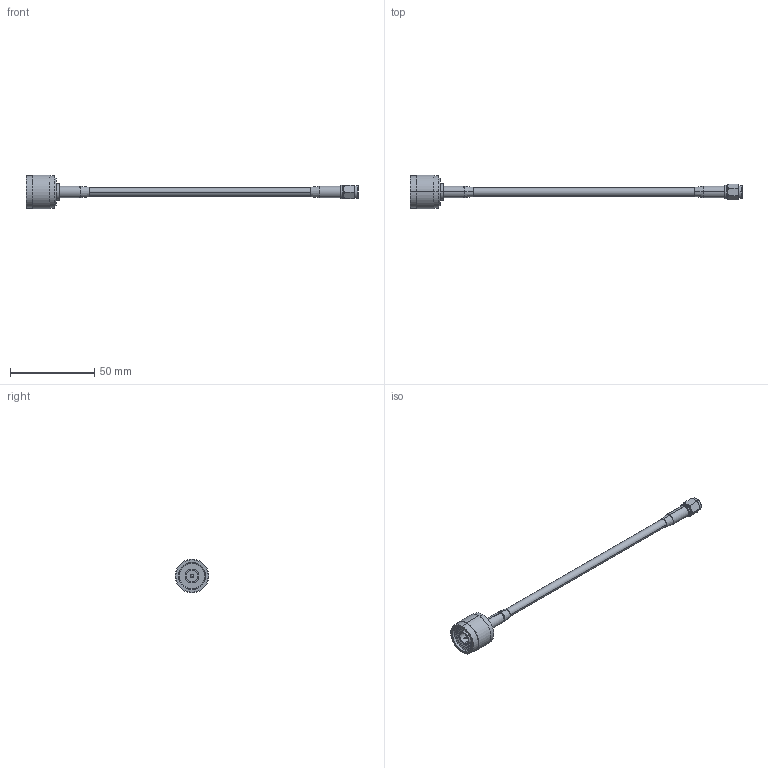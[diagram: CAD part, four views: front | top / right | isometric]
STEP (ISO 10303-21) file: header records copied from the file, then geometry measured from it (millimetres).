
FILE_DESCRIPTION (( 'STEP AP214' ), '1' );
FILE_NAME ('FMC0102143LF_3D.STEP', '2022-02-28T17:33:41', ( '' ), ( '' ), 'SwSTEP 2.0', 'SolidWorks 2021', '' );
FILE_SCHEMA (( 'AUTOMOTIVE_DESIGN' ));
Length unit declared in the file: inch
Products named in the file (12): BAC03-G-MA2; FMC0102143LF_3D; BAC03-G; BAC536-MA1; BAC536-MA2; BAC536; BAC03-G-MA1; SP13849-MA1; RG142B-PROD_6" LENGTH; BAC536-MA3
Assembly tree (12 placements, depth 3):
  FMC0102143LF_3D
    RG142B-PROD_6" LENGTH
    BAC03-G
      BAC03-G
      BAC03-G-MA1
      BAC03-G-MA2
    BAC536
      BAC536
      BAC536-MA1
      BAC536-MA2
      BAC536-MA3
    SP13849-MA1  x2
Bounding box: 197.6 x 20.02 x 20.02 mm (x, y, z)
Volume: 7549.1 mm3; surface area: 9092.7 mm2
Topology: 10 solids, 10 shells, 260 faces, 540 edges, 317 vertices
Faces by surface type: cylinder 108, cone 92, plane 46, torus 14
Entity records: 7542 total; most frequent: CARTESIAN_POINT 1348, DIRECTION 1288, ORIENTED_EDGE 1028, AXIS2_PLACEMENT_3D 539, EDGE_CURVE 514, VERTEX_POINT 305, EDGE_LOOP 289, CIRCLE 272
